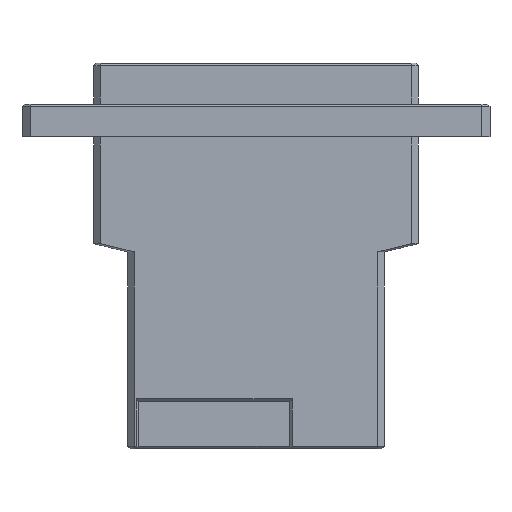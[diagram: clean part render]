
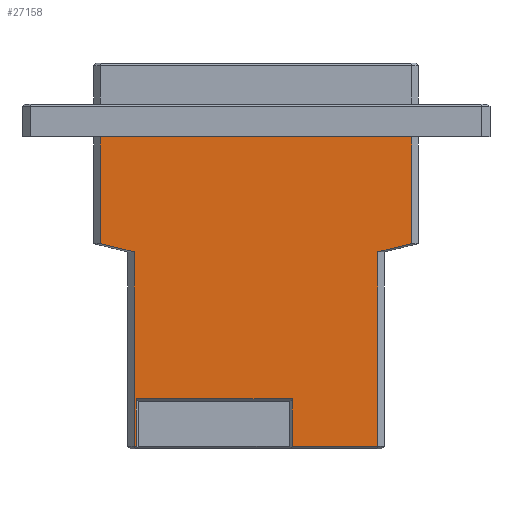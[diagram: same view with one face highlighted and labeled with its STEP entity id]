
A CAD part, front view. The second image highlights one B-rep face of the part: STEP entity #27158.
In plain terms, the highlighted planar face has unit normal (0, -1, 0).
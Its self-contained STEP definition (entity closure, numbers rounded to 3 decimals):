
#108=CARTESIAN_POINT('',(-19.915,-6.225,-46.7));
#109=VERTEX_POINT('',#108);
#116=CARTESIAN_POINT('',(-19.915,-6.225,-23.));
#117=VERTEX_POINT('',#116);
#118=CARTESIAN_POINT('',(-19.915,-6.225,-46.7));
#119=DIRECTION('',(0.,0.,1.));
#120=VECTOR('',#119,23.7);
#121=LINE('',#118,#120);
#122=EDGE_CURVE('',#109,#117,#121,.T.);
#177=CARTESIAN_POINT('',(-24.04,-6.225,-22.));
#178=VERTEX_POINT('',#177);
#179=CARTESIAN_POINT('',(-19.915,-6.225,-23.));
#180=DIRECTION('',(-0.972,0.,0.236));
#181=VECTOR('',#180,4.244);
#182=LINE('',#179,#181);
#183=EDGE_CURVE('',#117,#178,#182,.T.);
#457=CARTESIAN_POINT('',(-24.04,-6.225,-9.));
#458=VERTEX_POINT('',#457);
#474=CARTESIAN_POINT('',(-24.04,-6.225,-22.));
#475=DIRECTION('',(0.,0.,1.));
#476=VECTOR('',#475,13.);
#477=LINE('',#474,#476);
#478=EDGE_CURVE('',#178,#458,#477,.T.);
#496=CARTESIAN_POINT('',(-24.04,-6.225,-6.));
#497=VERTEX_POINT('',#496);
#498=CARTESIAN_POINT('',(-24.04,-6.225,-9.));
#499=DIRECTION('',(0.,0.,1.));
#500=VECTOR('',#499,3.);
#501=LINE('',#498,#500);
#502=EDGE_CURVE('',#458,#497,#501,.T.);
#841=CARTESIAN_POINT('',(9.755,-6.225,-46.7));
#842=VERTEX_POINT('',#841);
#2375=CARTESIAN_POINT('',(9.755,-6.225,-23.));
#2376=VERTEX_POINT('',#2375);
#2383=CARTESIAN_POINT('',(9.755,-6.225,-23.));
#2384=DIRECTION('',(0.,0.,-1.));
#2385=VECTOR('',#2384,23.7);
#2386=LINE('',#2383,#2385);
#2387=EDGE_CURVE('',#2376,#842,#2386,.T.);
#3020=CARTESIAN_POINT('',(13.88,-6.225,-22.));
#3021=VERTEX_POINT('',#3020);
#3028=CARTESIAN_POINT('',(13.88,-6.225,-22.));
#3029=DIRECTION('',(-0.972,0.,-0.236));
#3030=VECTOR('',#3029,4.244);
#3031=LINE('',#3028,#3030);
#3032=EDGE_CURVE('',#3021,#2376,#3031,.T.);
#3043=CARTESIAN_POINT('',(13.88,-6.225,-9.));
#3044=VERTEX_POINT('',#3043);
#3045=CARTESIAN_POINT('',(13.88,-6.225,-9.));
#3046=DIRECTION('',(0.,0.,-1.));
#3047=VECTOR('',#3046,13.);
#3048=LINE('',#3045,#3047);
#3049=EDGE_CURVE('',#3044,#3021,#3048,.T.);
#3084=CARTESIAN_POINT('',(13.88,-6.225,-6.));
#3085=VERTEX_POINT('',#3084);
#3092=CARTESIAN_POINT('',(13.88,-6.225,-6.));
#3093=DIRECTION('',(0.,0.,-1.));
#3094=VECTOR('',#3093,3.);
#3095=LINE('',#3092,#3094);
#3096=EDGE_CURVE('',#3085,#3044,#3095,.T.);
#3112=CARTESIAN_POINT('',(5.38,-6.225,-6.));
#3113=VERTEX_POINT('',#3112);
#3114=CARTESIAN_POINT('',(5.38,-6.225,-6.));
#3115=DIRECTION('',(1.,0.,0.));
#3116=VECTOR('',#3115,8.5);
#3117=LINE('',#3114,#3116);
#3118=EDGE_CURVE('',#3113,#3085,#3117,.T.);
#3143=CARTESIAN_POINT('',(0.5,-6.225,-6.));
#3144=VERTEX_POINT('',#3143);
#3145=CARTESIAN_POINT('',(4.78,-6.225,-6.));
#3146=VERTEX_POINT('',#3145);
#3147=CARTESIAN_POINT('',(0.5,-6.225,-6.));
#3148=DIRECTION('',(1.,0.,0.));
#3149=VECTOR('',#3148,4.28);
#3150=LINE('',#3147,#3149);
#3151=EDGE_CURVE('',#3144,#3146,#3150,.T.);
#3185=CARTESIAN_POINT('',(-4.78,-6.225,-6.));
#3186=VERTEX_POINT('',#3185);
#3193=CARTESIAN_POINT('',(-0.5,-6.225,-6.));
#3194=VERTEX_POINT('',#3193);
#3195=CARTESIAN_POINT('',(-4.78,-6.225,-6.));
#3196=DIRECTION('',(1.,0.,0.));
#3197=VECTOR('',#3196,4.28);
#3198=LINE('',#3195,#3197);
#3199=EDGE_CURVE('',#3186,#3194,#3198,.T.);
#3225=CARTESIAN_POINT('',(-5.38,-6.225,-6.));
#3226=VERTEX_POINT('',#3225);
#3233=CARTESIAN_POINT('',(-5.38,-6.225,-9.));
#3234=VERTEX_POINT('',#3233);
#3235=CARTESIAN_POINT('',(-5.38,-6.225,-6.));
#3236=DIRECTION('',(0.,0.,-1.));
#3237=VECTOR('',#3236,3.);
#3238=LINE('',#3235,#3237);
#3239=EDGE_CURVE('',#3226,#3234,#3238,.T.);
#3272=CARTESIAN_POINT('',(-9.66,-6.225,-6.));
#3273=VERTEX_POINT('',#3272);
#3280=CARTESIAN_POINT('',(-9.66,-6.225,-6.));
#3281=DIRECTION('',(1.,0.,0.));
#3282=VECTOR('',#3281,4.28);
#3283=LINE('',#3280,#3282);
#3284=EDGE_CURVE('',#3273,#3226,#3283,.T.);
#3296=CARTESIAN_POINT('',(-9.66,-6.225,-9.));
#3297=VERTEX_POINT('',#3296);
#3304=CARTESIAN_POINT('',(-9.66,-6.225,-9.));
#3305=DIRECTION('',(0.,0.,1.));
#3306=VECTOR('',#3305,3.);
#3307=LINE('',#3304,#3306);
#3308=EDGE_CURVE('',#3297,#3273,#3307,.T.);
#3335=CARTESIAN_POINT('',(-14.94,-6.225,-6.));
#3336=VERTEX_POINT('',#3335);
#3343=CARTESIAN_POINT('',(-10.66,-6.225,-6.));
#3344=VERTEX_POINT('',#3343);
#3345=CARTESIAN_POINT('',(-14.94,-6.225,-6.));
#3346=DIRECTION('',(1.,0.,0.));
#3347=VECTOR('',#3346,4.28);
#3348=LINE('',#3345,#3347);
#3349=EDGE_CURVE('',#3336,#3344,#3348,.T.);
#3374=CARTESIAN_POINT('',(-14.94,-6.225,-9.));
#3375=VERTEX_POINT('',#3374);
#3382=CARTESIAN_POINT('',(-14.94,-6.225,-9.));
#3383=DIRECTION('',(0.,0.,1.));
#3384=VECTOR('',#3383,3.);
#3385=LINE('',#3382,#3384);
#3386=EDGE_CURVE('',#3375,#3336,#3385,.T.);
#3398=CARTESIAN_POINT('',(-15.54,-6.225,-6.));
#3399=VERTEX_POINT('',#3398);
#3406=CARTESIAN_POINT('',(-15.54,-6.225,-9.));
#3407=VERTEX_POINT('',#3406);
#3408=CARTESIAN_POINT('',(-15.54,-6.225,-6.));
#3409=DIRECTION('',(0.,0.,-1.));
#3410=VECTOR('',#3409,3.);
#3411=LINE('',#3408,#3410);
#3412=EDGE_CURVE('',#3399,#3407,#3411,.T.);
#19169=CARTESIAN_POINT('',(-10.66,-6.225,-9.));
#19170=VERTEX_POINT('',#19169);
#19171=CARTESIAN_POINT('',(-10.66,-6.225,-6.));
#19172=DIRECTION('',(0.,0.,-1.));
#19173=VECTOR('',#19172,3.);
#19174=LINE('',#19171,#19173);
#19175=EDGE_CURVE('',#3344,#19170,#19174,.T.);
#19194=CARTESIAN_POINT('',(-4.78,-6.225,-9.));
#19195=VERTEX_POINT('',#19194);
#19202=CARTESIAN_POINT('',(-4.78,-6.225,-9.));
#19203=DIRECTION('',(0.,0.,1.));
#19204=VECTOR('',#19203,3.);
#19205=LINE('',#19202,#19204);
#19206=EDGE_CURVE('',#19195,#3186,#19205,.T.);
#19218=CARTESIAN_POINT('',(-0.5,-6.225,-9.));
#19219=VERTEX_POINT('',#19218);
#19220=CARTESIAN_POINT('',(-0.5,-6.225,-6.));
#19221=DIRECTION('',(0.,0.,-1.));
#19222=VECTOR('',#19221,3.);
#19223=LINE('',#19220,#19222);
#19224=EDGE_CURVE('',#3194,#19219,#19223,.T.);
#19240=CARTESIAN_POINT('',(0.5,-6.225,-9.));
#19241=VERTEX_POINT('',#19240);
#19242=CARTESIAN_POINT('',(0.5,-6.225,-9.));
#19243=DIRECTION('',(0.,0.,1.));
#19244=VECTOR('',#19243,3.);
#19245=LINE('',#19242,#19244);
#19246=EDGE_CURVE('',#19241,#3144,#19245,.T.);
#19266=CARTESIAN_POINT('',(4.78,-6.225,-9.));
#19267=VERTEX_POINT('',#19266);
#19268=CARTESIAN_POINT('',(4.78,-6.225,-6.));
#19269=DIRECTION('',(0.,0.,-1.));
#19270=VECTOR('',#19269,3.);
#19271=LINE('',#19268,#19270);
#19272=EDGE_CURVE('',#3146,#19267,#19271,.T.);
#19288=CARTESIAN_POINT('',(5.38,-6.225,-9.));
#19289=VERTEX_POINT('',#19288);
#19290=CARTESIAN_POINT('',(5.38,-6.225,-9.));
#19291=DIRECTION('',(0.,0.,1.));
#19292=VECTOR('',#19291,3.);
#19293=LINE('',#19290,#19292);
#19294=EDGE_CURVE('',#19289,#3113,#19293,.T.);
#19351=CARTESIAN_POINT('',(-0.665,-6.225,-46.7));
#19352=VERTEX_POINT('',#19351);
#19376=CARTESIAN_POINT('',(9.755,-6.225,-46.7));
#19377=DIRECTION('',(-1.,0.,0.));
#19378=VECTOR('',#19377,10.42);
#19379=LINE('',#19376,#19378);
#19380=EDGE_CURVE('',#842,#19352,#19379,.T.);
#19471=CARTESIAN_POINT('',(-24.04,-6.225,-6.));
#19472=DIRECTION('',(1.,0.,0.));
#19473=VECTOR('',#19472,8.5);
#19474=LINE('',#19471,#19473);
#19475=EDGE_CURVE('',#497,#3399,#19474,.T.);
#19903=CARTESIAN_POINT('',(-15.54,-6.225,-9.));
#19904=DIRECTION('',(1.,0.,0.));
#19905=VECTOR('',#19904,0.6);
#19906=LINE('',#19903,#19905);
#19907=EDGE_CURVE('',#3407,#3375,#19906,.T.);
#19912=CARTESIAN_POINT('',(-10.66,-6.225,-9.));
#19913=DIRECTION('',(1.,0.,0.));
#19914=VECTOR('',#19913,1.);
#19915=LINE('',#19912,#19914);
#19916=EDGE_CURVE('',#19170,#3297,#19915,.T.);
#19921=CARTESIAN_POINT('',(-5.38,-6.225,-9.));
#19922=DIRECTION('',(1.,0.,0.));
#19923=VECTOR('',#19922,0.6);
#19924=LINE('',#19921,#19923);
#19925=EDGE_CURVE('',#3234,#19195,#19924,.T.);
#19930=CARTESIAN_POINT('',(-0.5,-6.225,-9.));
#19931=DIRECTION('',(1.,0.,0.));
#19932=VECTOR('',#19931,1.);
#19933=LINE('',#19930,#19932);
#19934=EDGE_CURVE('',#19219,#19241,#19933,.T.);
#19939=CARTESIAN_POINT('',(4.78,-6.225,-9.));
#19940=DIRECTION('',(1.,0.,0.));
#19941=VECTOR('',#19940,0.6);
#19942=LINE('',#19939,#19941);
#19943=EDGE_CURVE('',#19267,#19289,#19942,.T.);
#20693=CARTESIAN_POINT('',(-19.665,-6.225,-46.7));
#20694=VERTEX_POINT('',#20693);
#20701=CARTESIAN_POINT('',(-19.665,-6.225,-46.7));
#20702=DIRECTION('',(-1.,0.,0.));
#20703=VECTOR('',#20702,0.25);
#20704=LINE('',#20701,#20703);
#20705=EDGE_CURVE('',#20694,#109,#20704,.T.);
#25399=CARTESIAN_POINT('',(-19.665,-6.225,-40.9));
#25400=VERTEX_POINT('',#25399);
#25407=CARTESIAN_POINT('',(-19.665,-6.225,-40.9));
#25408=DIRECTION('',(0.,0.,-1.));
#25409=VECTOR('',#25408,5.8);
#25410=LINE('',#25407,#25409);
#25411=EDGE_CURVE('',#25400,#20694,#25410,.T.);
#25433=CARTESIAN_POINT('',(-0.665,-6.225,-40.9));
#25434=VERTEX_POINT('',#25433);
#25435=CARTESIAN_POINT('',(-0.665,-6.225,-46.7));
#25436=DIRECTION('',(0.,0.,1.));
#25437=VECTOR('',#25436,5.8);
#25438=LINE('',#25435,#25437);
#25439=EDGE_CURVE('',#19352,#25434,#25438,.T.);
#27112=CARTESIAN_POINT('',(-21.108,-6.225,-26.35));
#27113=DIRECTION('',(1.,0.,0.));
#27114=DIRECTION('',(0.,-1.,0.));
#27115=AXIS2_PLACEMENT_3D('',#27112,#27114,#27113);
#27116=PLANE('',#27115);
#27117=ORIENTED_EDGE('',*,*,#25439,.F.);
#27118=ORIENTED_EDGE('',*,*,#19380,.F.);
#27119=ORIENTED_EDGE('',*,*,#2387,.F.);
#27120=ORIENTED_EDGE('',*,*,#3032,.F.);
#27121=ORIENTED_EDGE('',*,*,#3049,.F.);
#27122=ORIENTED_EDGE('',*,*,#3096,.F.);
#27123=ORIENTED_EDGE('',*,*,#3118,.F.);
#27124=ORIENTED_EDGE('',*,*,#19294,.F.);
#27125=ORIENTED_EDGE('',*,*,#19943,.F.);
#27126=ORIENTED_EDGE('',*,*,#19272,.F.);
#27127=ORIENTED_EDGE('',*,*,#3151,.F.);
#27128=ORIENTED_EDGE('',*,*,#19246,.F.);
#27129=ORIENTED_EDGE('',*,*,#19934,.F.);
#27130=ORIENTED_EDGE('',*,*,#19224,.F.);
#27131=ORIENTED_EDGE('',*,*,#3199,.F.);
#27132=ORIENTED_EDGE('',*,*,#19206,.F.);
#27133=ORIENTED_EDGE('',*,*,#19925,.F.);
#27134=ORIENTED_EDGE('',*,*,#3239,.F.);
#27135=ORIENTED_EDGE('',*,*,#3284,.F.);
#27136=ORIENTED_EDGE('',*,*,#3308,.F.);
#27137=ORIENTED_EDGE('',*,*,#19916,.F.);
#27138=ORIENTED_EDGE('',*,*,#19175,.F.);
#27139=ORIENTED_EDGE('',*,*,#3349,.F.);
#27140=ORIENTED_EDGE('',*,*,#3386,.F.);
#27141=ORIENTED_EDGE('',*,*,#19907,.F.);
#27142=ORIENTED_EDGE('',*,*,#3412,.F.);
#27143=ORIENTED_EDGE('',*,*,#19475,.F.);
#27144=ORIENTED_EDGE('',*,*,#502,.F.);
#27145=ORIENTED_EDGE('',*,*,#478,.F.);
#27146=ORIENTED_EDGE('',*,*,#183,.F.);
#27147=ORIENTED_EDGE('',*,*,#122,.F.);
#27148=ORIENTED_EDGE('',*,*,#20705,.F.);
#27149=ORIENTED_EDGE('',*,*,#25411,.F.);
#27150=CARTESIAN_POINT('',(-19.665,-6.225,-40.9));
#27151=DIRECTION('',(1.,0.,0.));
#27152=VECTOR('',#27151,19.);
#27153=LINE('',#27150,#27152);
#27154=EDGE_CURVE('',#25400,#25434,#27153,.T.);
#27155=ORIENTED_EDGE('',*,*,#27154,.T.);
#27156=EDGE_LOOP('',(#27117,#27118,#27119,#27120,#27121,#27122,#27123,#27124,#27125,#27126,#27127,#27128,#27129,#27130,#27131,#27132,#27133,#27134,#27135,#27136,#27137,#27138,#27139,#27140,#27141,#27142,#27143,#27144,#27145,#27146,#27147,#27148,#27149,#27155));
#27157=FACE_OUTER_BOUND('',#27156,.T.);
#27158=ADVANCED_FACE('',(#27157),#27116,.T.);
